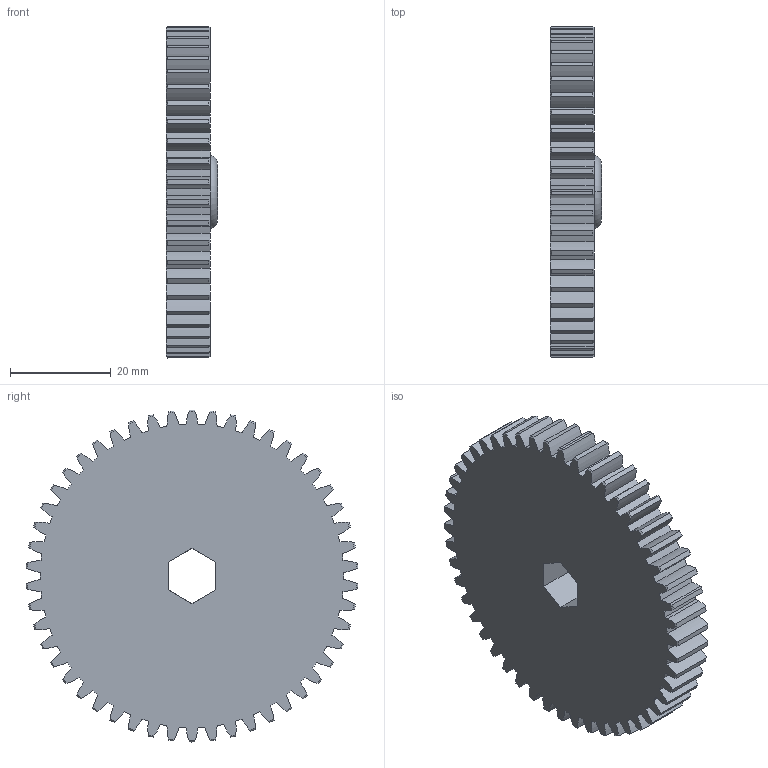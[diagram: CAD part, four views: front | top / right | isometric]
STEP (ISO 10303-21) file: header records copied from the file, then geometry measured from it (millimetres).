
FILE_DESCRIPTION (( 'STEP AP214' ), '1' );
FILE_NAME ('am-0143 50 Tooth 20 dp Aluminum Gear 375 Hex.STEP', '2014-08-20T20:34:42', ( '' ), ( '' ), 'SwSTEP 2.0', 'SolidWorks 2014', '' );
FILE_SCHEMA (( 'AUTOMOTIVE_DESIGN' ));
Length unit declared in the file: inch
Products named in the file (1): am-0143 50 Tooth 20 dp Aluminum Gear 375 Hex
Bounding box: 10.16 x 65.97 x 66.04 mm (x, y, z)
Volume: 26531.3 mm3; surface area: 10022.6 mm2
Topology: 1 solids, 1 shells, 319 faces, 946 edges, 629 vertices
Faces by surface type: cylinder 205, cone 104, plane 8, torus 2
Entity records: 11261 total; most frequent: CARTESIAN_POINT 2565, DIRECTION 1899, ORIENTED_EDGE 1892, EDGE_CURVE 946, AXIS2_PLACEMENT_3D 839, VERTEX_POINT 629, CIRCLE 519, EDGE_LOOP 321
